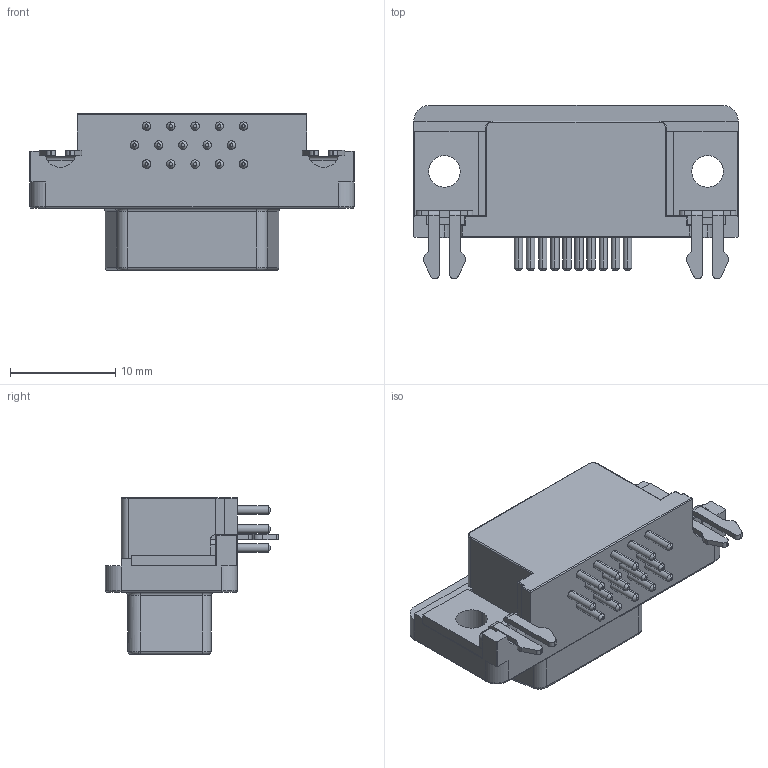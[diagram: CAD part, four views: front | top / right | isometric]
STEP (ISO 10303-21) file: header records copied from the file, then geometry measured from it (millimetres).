
FILE_DESCRIPTION (( 'STEP AP214' ), '1' );
FILE_NAME ('User Library-VGA connector on plate (short).STEP', '2018-11-07T09:00:34', ( '' ), ( '' ), 'SwSTEP 2.0', 'SolidWorks 2018', '' );
FILE_SCHEMA (( 'AUTOMOTIVE_DESIGN' ));
Length unit declared in the file: millimetre
Products named in the file (1): User Library-VGA connector on plate (short)
Bounding box: 30.8 x 16.47 x 14.9 mm (x, y, z)
Volume: 2857.5 mm3; surface area: 2726.1 mm2
Topology: 1 solids, 1 shells, 366 faces, 897 edges, 557 vertices
Faces by surface type: cylinder 148, plane 138, torus 50, cone 30
Entity records: 14862 total; most frequent: DIRECTION 2022, CARTESIAN_POINT 1851, ORIENTED_EDGE 1794, EDGE_CURVE 897, AXIS2_PLACEMENT_3D 768, VERTEX_POINT 557, LINE 486, VECTOR 486
